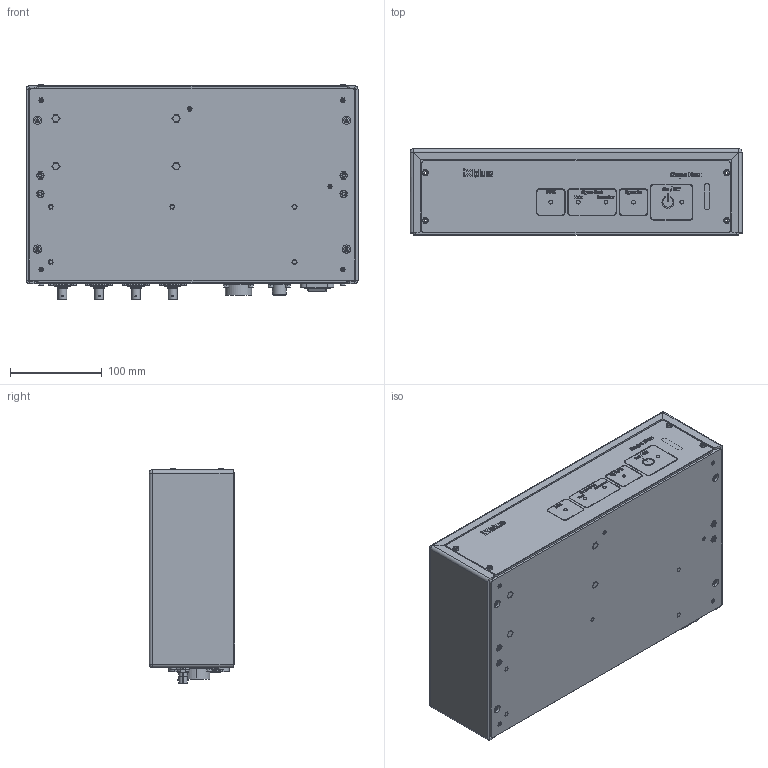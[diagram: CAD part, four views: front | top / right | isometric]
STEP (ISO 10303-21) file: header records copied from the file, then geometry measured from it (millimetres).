
FILE_DESCRIPTION (( 'STEP AP214' ), '1' );
FILE_NAME ('PAA00273-B_00.STEP', '2020-10-20T08:23:49', ( '' ), ( '' ), 'SwSTEP 2.0', 'SolidWorks 2018', '' );
FILE_SCHEMA (( 'AUTOMOTIVE_DESIGN' ));
Length unit declared in the file: millimetre
Products named in the file (1): PAA00273-B_00
Bounding box: 361 x 93.5 x 234.83 mm (x, y, z)
Surface area: 382188.9 mm2 (no closed solid volume)
Topology: 0 solids, 326 shells, 1601 faces, 8595 edges, 7164 vertices
Faces by surface type: plane 807, cylinder 553, cone 111, bspline 86, torus 40, sphere 4
Entity records: 123580 total; most frequent: CARTESIAN_POINT 44437, DIRECTION 11168, ORIENTED_EDGE 10783, EDGE_CURVE 8481, VERTEX_POINT 7163, VECTOR 4728, LINE 4728, AXIS2_PLACEMENT_3D 3220
